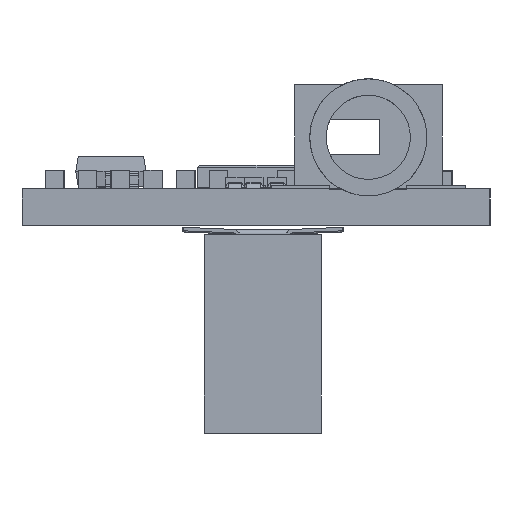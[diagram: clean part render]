
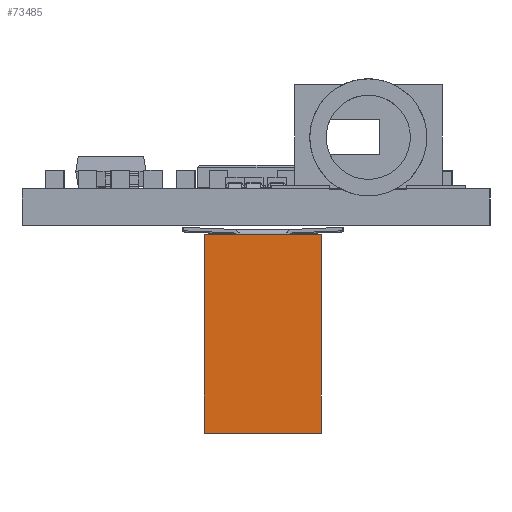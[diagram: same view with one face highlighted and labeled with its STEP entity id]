
A CAD part, left-side view. The second image highlights one B-rep face of the part: STEP entity #73485.
In plain terms, the highlighted planar face has unit normal (-1, 0, 0).
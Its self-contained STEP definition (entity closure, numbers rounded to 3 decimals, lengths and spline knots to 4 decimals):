
#6701=PLANE('',#79068);
#8988=FACE_OUTER_BOUND('',#13729,.T.);
#13729=EDGE_LOOP('',(#54170,#54171,#54172,#54173));
#21071=LINE('',#105125,#27566);
#21235=LINE('',#105454,#27730);
#21236=LINE('',#105455,#27731);
#21237=LINE('',#105456,#27732);
#27566=VECTOR('',#87335,1000.);
#27730=VECTOR('',#87501,1000.);
#27731=VECTOR('',#87502,1000.);
#27732=VECTOR('',#87503,1000.);
#34021=VERTEX_POINT('',#105123);
#34022=VERTEX_POINT('',#105124);
#34185=VERTEX_POINT('',#105452);
#34186=VERTEX_POINT('',#105453);
#41445=EDGE_CURVE('',#34021,#34022,#21071,.T.);
#41609=EDGE_CURVE('',#34185,#34186,#21235,.T.);
#41610=EDGE_CURVE('',#34022,#34186,#21236,.T.);
#41611=EDGE_CURVE('',#34021,#34185,#21237,.T.);
#54170=ORIENTED_EDGE('',*,*,#41609,.T.);
#54171=ORIENTED_EDGE('',*,*,#41610,.F.);
#54172=ORIENTED_EDGE('',*,*,#41445,.F.);
#54173=ORIENTED_EDGE('',*,*,#41611,.T.);
#73485=ADVANCED_FACE('',(#8988),#6701,.F.);
#79068=AXIS2_PLACEMENT_3D('',#105451,#87499,#87500);
#87335=DIRECTION('',(0.,1.,0.));
#87499=DIRECTION('center_axis',(1.,0.,0.));
#87500=DIRECTION('ref_axis',(0.,-1.,0.));
#87501=DIRECTION('',(0.,1.,0.));
#87502=DIRECTION('',(0.,0.,1.));
#87503=DIRECTION('',(0.,0.,1.));
#105123=CARTESIAN_POINT('',(24.0846,7.2084,-10.4429));
#105124=CARTESIAN_POINT('',(24.0846,12.2084,-10.4429));
#105125=CARTESIAN_POINT('',(24.0846,7.2084,-10.4429));
#105451=CARTESIAN_POINT('Origin',(24.0846,7.2084,-10.4429));
#105452=CARTESIAN_POINT('',(24.0846,7.2084,-1.9429));
#105453=CARTESIAN_POINT('',(24.0846,12.2084,-1.9429));
#105454=CARTESIAN_POINT('',(24.0846,7.2084,-1.9429));
#105455=CARTESIAN_POINT('',(24.0846,12.2084,-10.4429));
#105456=CARTESIAN_POINT('',(24.0846,7.2084,-10.4429));
